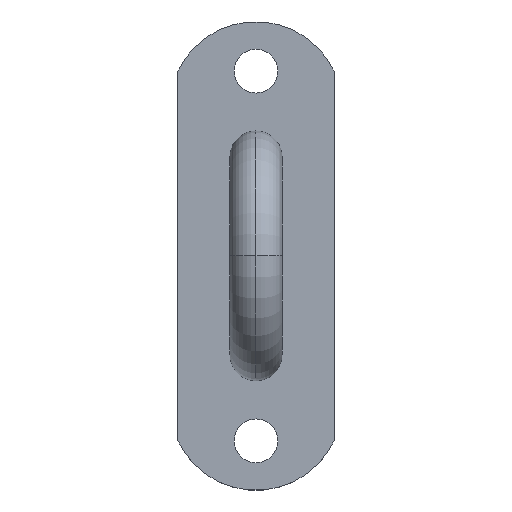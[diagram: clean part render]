
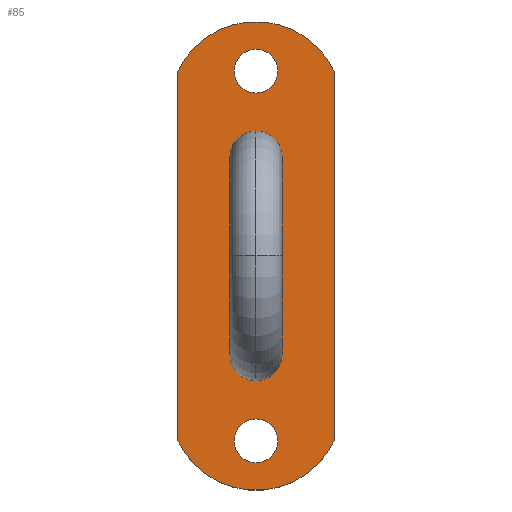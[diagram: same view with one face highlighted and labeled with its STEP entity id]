
A CAD part, top view. The second image highlights one B-rep face of the part: STEP entity #85.
In plain terms, the highlighted planar face has unit normal (0, 0, 1).
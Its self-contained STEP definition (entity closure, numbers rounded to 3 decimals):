
#85=ADVANCED_FACE('',(#114,#115,#116,#117,#118),#119,.T.);
#114=FACE_OUTER_BOUND('',#156,.T.);
#115=FACE_BOUND('',#157,.T.);
#116=FACE_BOUND('',#158,.T.);
#117=FACE_BOUND('',#159,.T.);
#118=FACE_BOUND('',#160,.T.);
#119=PLANE('',#161);
#156=EDGE_LOOP('',(#256,#257,#258,#259));
#157=EDGE_LOOP('',(#260,#261));
#158=EDGE_LOOP('',(#262,#263));
#159=EDGE_LOOP('',(#264,#265));
#160=EDGE_LOOP('',(#266,#267));
#161=AXIS2_PLACEMENT_3D('',#268,#269,#270);
#256=ORIENTED_EDGE('',*,*,#354,.F.);
#257=ORIENTED_EDGE('',*,*,#355,.F.);
#258=ORIENTED_EDGE('',*,*,#356,.F.);
#259=ORIENTED_EDGE('',*,*,#357,.F.);
#260=ORIENTED_EDGE('',*,*,#334,.T.);
#261=ORIENTED_EDGE('',*,*,#358,.T.);
#262=ORIENTED_EDGE('',*,*,#338,.T.);
#263=ORIENTED_EDGE('',*,*,#359,.T.);
#264=ORIENTED_EDGE('',*,*,#342,.T.);
#265=ORIENTED_EDGE('',*,*,#352,.T.);
#266=ORIENTED_EDGE('',*,*,#346,.T.);
#267=ORIENTED_EDGE('',*,*,#350,.T.);
#268=CARTESIAN_POINT('',(0.,17.75,3.0));
#269=DIRECTION('',(0.0,0.0,1.0));
#270=DIRECTION('',(1.0,0.0,0.0));
#334=EDGE_CURVE('',#390,#387,#391,.T.);
#338=EDGE_CURVE('',#398,#395,#399,.T.);
#342=EDGE_CURVE('',#406,#403,#407,.T.);
#346=EDGE_CURVE('',#413,#410,#414,.T.);
#350=EDGE_CURVE('',#410,#413,#418,.T.);
#352=EDGE_CURVE('',#403,#406,#420,.T.);
#354=EDGE_CURVE('',#422,#423,#424,.T.);
#355=EDGE_CURVE('',#425,#422,#426,.T.);
#356=EDGE_CURVE('',#427,#425,#428,.T.);
#357=EDGE_CURVE('',#423,#427,#429,.T.);
#358=EDGE_CURVE('',#387,#390,#430,.T.);
#359=EDGE_CURVE('',#395,#398,#431,.T.);
#387=VERTEX_POINT('',#463);
#390=VERTEX_POINT('',#467);
#391=CIRCLE('',#468,2.1);
#395=VERTEX_POINT('',#473);
#398=VERTEX_POINT('',#477);
#399=CIRCLE('',#478,2.1);
#403=VERTEX_POINT('',#483);
#406=VERTEX_POINT('',#487);
#407=CIRCLE('',#488,2.5);
#410=VERTEX_POINT('',#492);
#413=VERTEX_POINT('',#496);
#414=CIRCLE('',#497,2.5);
#418=CIRCLE('',#502,2.5);
#420=CIRCLE('',#504,2.5);
#422=VERTEX_POINT('',#506);
#423=VERTEX_POINT('',#507);
#424=CIRCLE('',#508,8.296);
#425=VERTEX_POINT('',#509);
#426=LINE('',#510,#511);
#427=VERTEX_POINT('',#512);
#428=CIRCLE('',#513,8.296);
#429=LINE('',#514,#515);
#430=CIRCLE('',#516,2.1);
#431=CIRCLE('',#517,2.1);
#463=CARTESIAN_POINT('',(2.1,0.,3.0));
#467=CARTESIAN_POINT('',(-2.1,0.,3.0));
#468=AXIS2_PLACEMENT_3D('',#566,#567,#568);
#473=CARTESIAN_POINT('',(2.1,35.5,3.0));
#477=CARTESIAN_POINT('',(-2.1,35.5,3.0));
#478=AXIS2_PLACEMENT_3D('',#574,#575,#576);
#483=CARTESIAN_POINT('',(2.5,8.25,3.0));
#487=CARTESIAN_POINT('',(-2.5,8.25,3.0));
#488=AXIS2_PLACEMENT_3D('',#582,#583,#584);
#492=CARTESIAN_POINT('',(2.5,27.25,3.0));
#496=CARTESIAN_POINT('',(-2.5,27.25,3.0));
#497=AXIS2_PLACEMENT_3D('',#590,#591,#592);
#502=AXIS2_PLACEMENT_3D('',#600,#601,#602);
#504=AXIS2_PLACEMENT_3D('',#606,#607,#608);
#506=CARTESIAN_POINT('',(-7.5,35.5,3.0));
#507=CARTESIAN_POINT('',(7.5,35.5,3.0));
#508=AXIS2_PLACEMENT_3D('',#612,#613,#614);
#509=CARTESIAN_POINT('',(-7.5,0.,3.0));
#510=CARTESIAN_POINT('',(-7.5,0.,3.0));
#511=VECTOR('',#615,1.0);
#512=CARTESIAN_POINT('',(7.5,0.0,3.0));
#513=AXIS2_PLACEMENT_3D('',#616,#617,#618);
#514=CARTESIAN_POINT('',(7.5,0.0,3.0));
#515=VECTOR('',#619,1.0);
#516=AXIS2_PLACEMENT_3D('',#620,#621,#622);
#517=AXIS2_PLACEMENT_3D('',#623,#624,#625);
#566=CARTESIAN_POINT('',(0.0,0.0,3.0));
#567=DIRECTION('',(0.0,0.0,-1.0));
#568=DIRECTION('',(1.0,0.0,0.0));
#574=CARTESIAN_POINT('',(0.0,35.5,3.0));
#575=DIRECTION('',(0.0,0.0,-1.0));
#576=DIRECTION('',(1.0,0.0,0.0));
#582=CARTESIAN_POINT('',(0.0,8.25,3.0));
#583=DIRECTION('',(0.0,0.0,-1.0));
#584=DIRECTION('',(1.0,0.0,0.0));
#590=CARTESIAN_POINT('',(0.0,27.25,3.0));
#591=DIRECTION('',(0.0,0.0,-1.0));
#592=DIRECTION('',(1.0,0.0,0.0));
#600=CARTESIAN_POINT('',(0.0,27.25,3.0));
#601=DIRECTION('',(0.0,0.0,-1.0));
#602=DIRECTION('',(1.0,0.0,0.0));
#606=CARTESIAN_POINT('',(0.0,8.25,3.0));
#607=DIRECTION('',(0.0,0.0,-1.0));
#608=DIRECTION('',(1.0,0.0,0.0));
#612=CARTESIAN_POINT('',(0.,31.954,3.0));
#613=DIRECTION('',(0.0,0.0,-1.0));
#614=DIRECTION('',(1.0,0.0,0.0));
#615=DIRECTION('',(0.,1.0,0.0));
#616=CARTESIAN_POINT('',(0.,3.546,3.0));
#617=DIRECTION('',(0.0,0.0,-1.0));
#618=DIRECTION('',(1.0,0.0,0.0));
#619=DIRECTION('',(0.,-1.0,-0.0));
#620=CARTESIAN_POINT('',(0.0,0.0,3.0));
#621=DIRECTION('',(0.0,0.0,-1.0));
#622=DIRECTION('',(1.0,0.0,0.0));
#623=CARTESIAN_POINT('',(0.0,35.5,3.0));
#624=DIRECTION('',(0.0,0.0,-1.0));
#625=DIRECTION('',(1.0,0.0,0.0));
